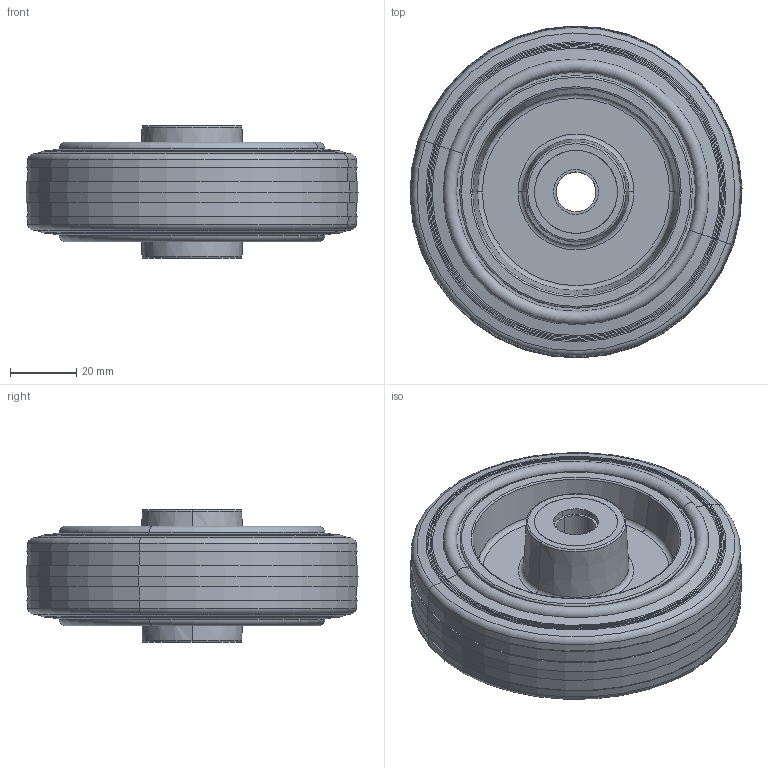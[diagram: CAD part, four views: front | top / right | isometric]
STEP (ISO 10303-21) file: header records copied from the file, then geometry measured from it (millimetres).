
FILE_DESCRIPTION (( 'STEP AP214' ), '1' );
FILE_NAME ('0047405.step', '2023-11-15T11:32:42', ( '' ), ( '' ), 'SwSTEP 2.0', 'SolidWorks 2020', '' );
FILE_SCHEMA (( 'AUTOMOTIVE_DESIGN' ));
Length unit declared in the file: millimetre
Products named in the file (1): 0047405
Bounding box: 99.97 x 99.97 x 40 mm (x, y, z)
Volume: 159615.9 mm3; surface area: 51870.9 mm2
Topology: 4 solids, 4 shells, 128 faces, 256 edges, 150 vertices
Faces by surface type: torus 44, cone 32, cylinder 30, plane 22
Entity records: 4843 total; most frequent: DIRECTION 708, CARTESIAN_POINT 535, ORIENTED_EDGE 512, AXIS2_PLACEMENT_3D 323, EDGE_CURVE 256, CIRCLE 194, EDGE_LOOP 150, VERTEX_POINT 150
